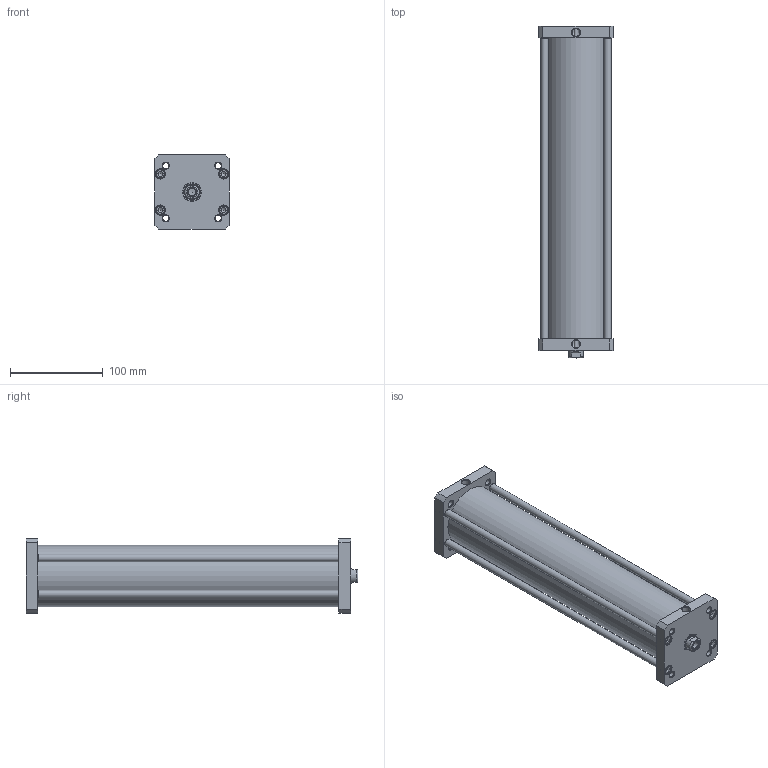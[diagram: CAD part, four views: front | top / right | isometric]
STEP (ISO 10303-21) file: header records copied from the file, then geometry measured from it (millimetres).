
FILE_DESCRIPTION((''),'2;1');
FILE_NAME('XDM063.300.GS.F.stp','2014-03-18T11:40:18',('carlo.corazza'),(''),'Autodesk Inventor 2012','Autodesk Inventor 2012','');
FILE_SCHEMA(('AUTOMOTIVE_DESIGN { 1 0 10303 214 1 1 1 1 }'));
Length unit declared in the file: millimetre
Products named in the file (6): XDM063..GS.F; TP; STELO-300; TA; TIRANTE-300; CORPO-300
Assembly tree (8 placements, depth 2):
  XDM063..GS.F
    TP
    STELO-300
    TA
    TIRANTE-300  x4
    CORPO-300
Bounding box: 80 x 357 x 80 mm (x, y, z)
Volume: 376736.2 mm3; surface area: 224682.8 mm2
Topology: 8 solids, 17 shells, 270 faces, 599 edges, 372 vertices
Faces by surface type: plane 103, cone 89, cylinder 66, torus 12
Full cylindrical faces by diameter (mm): 4 x2, 4.917 x8, 6.647 x9, 6.9 x8, 8 x4, 8.376 x1, 8.566 x2, 10 x8, 10.5 x8, 16 x1, 16.54 x1, 17.7 x1, 18 x1, 20.32 x1, 20.5 x1, 63 x1, 66 x1
Entity records: 6237 total; most frequent: CARTESIAN_POINT 1191, DIRECTION 996, ORIENTED_EDGE 736, AXIS2_PLACEMENT_3D 431, EDGE_LOOP 418, EDGE_CURVE 368, VERTEX_POINT 300, STYLED_ITEM 242
